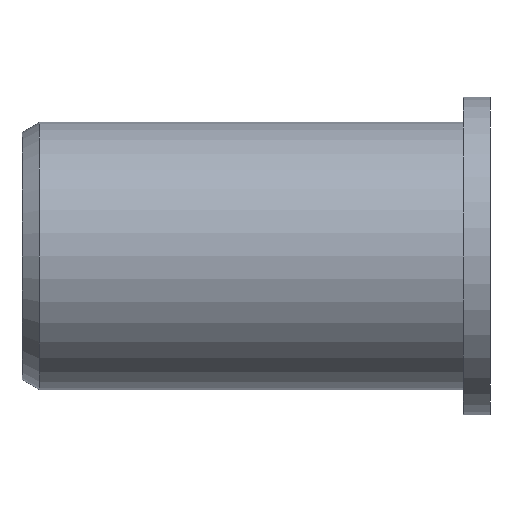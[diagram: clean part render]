
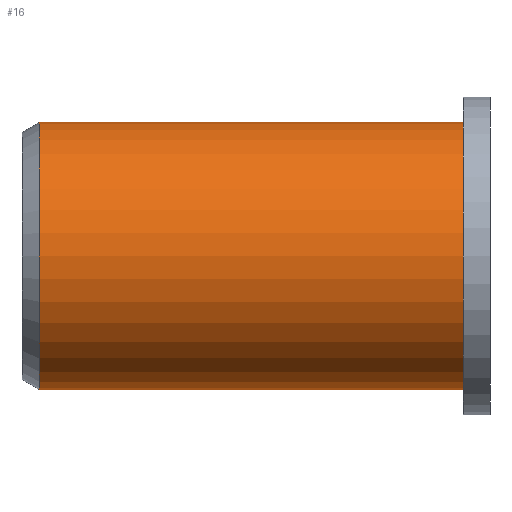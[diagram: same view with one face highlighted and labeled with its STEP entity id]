
A CAD part, left-side view. The second image highlights one B-rep face of the part: STEP entity #16.
In plain terms, the highlighted cylindrical face has radius 4 mm (diameter 8 mm), a partial arc.
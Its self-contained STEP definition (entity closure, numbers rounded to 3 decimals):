
#16 = ADVANCED_FACE ( 'NONE', ( #315 ), #318, .T. ) ;
#17 = EDGE_CURVE ( 'NONE', #253, #254, #181, .T. ) ;
#19 = EDGE_CURVE ( 'NONE', #249, #250, #182, .T. ) ;
#25 = EDGE_CURVE ( 'NONE', #254, #250, #321, .T. ) ;
#26 = EDGE_CURVE ( 'NONE', #253, #249, #322, .T. ) ;
#29 = CARTESIAN_POINT ( 'NONE',  ( 0., 0.8, -4. ) ) ;
#32 = CARTESIAN_POINT ( 'NONE',  ( 0., 13.48, 4. ) ) ;
#33 = CARTESIAN_POINT ( 'NONE',  ( 0., 13.48, -4. ) ) ;
#119 = DIRECTION ( 'NONE',  ( 0., 0., -1. ) ) ;
#120 = DIRECTION ( 'NONE',  ( 0., -1., 0. ) ) ;
#121 = CARTESIAN_POINT ( 'NONE',  ( 0., 13.48, 0. ) ) ;
#123 = CARTESIAN_POINT ( 'NONE',  ( 0., -12.78, -4. ) ) ;
#127 = DIRECTION ( 'NONE',  ( 0., 0., -1. ) ) ;
#128 = DIRECTION ( 'NONE',  ( 0., -1., 0. ) ) ;
#131 = CARTESIAN_POINT ( 'NONE',  ( 0., -12.78, 0. ) ) ;
#133 = DIRECTION ( 'NONE',  ( 0., 0., -1. ) ) ;
#134 = DIRECTION ( 'NONE',  ( 0., -1., 0. ) ) ;
#135 = CARTESIAN_POINT ( 'NONE',  ( 0., 0.8, 0. ) ) ;
#155 = DIRECTION ( 'NONE',  ( 0., -1., 0. ) ) ;
#158 = DIRECTION ( 'NONE',  ( 0., -1., 0. ) ) ;
#159 = CARTESIAN_POINT ( 'NONE',  ( 0., -12.78, 4. ) ) ;
#180 = AXIS2_PLACEMENT_3D ( 'NONE', #131, #120, #119 ) ;
#181 = CIRCLE ( 'NONE', #183, 4. ) ;
#182 = CIRCLE ( 'NONE', #186, 4. ) ;
#183 = AXIS2_PLACEMENT_3D ( 'NONE', #121, #128, #127 ) ;
#186 = AXIS2_PLACEMENT_3D ( 'NONE', #135, #134, #133 ) ;
#192 = VECTOR ( 'NONE', #155, 1000. ) ;
#194 = VECTOR ( 'NONE', #158, 1000. ) ;
#230 = ORIENTED_EDGE ( 'NONE', *, *, #25, .T. ) ;
#235 = ORIENTED_EDGE ( 'NONE', *, *, #26, .F. ) ;
#236 = ORIENTED_EDGE ( 'NONE', *, *, #17, .T. ) ;
#238 = ORIENTED_EDGE ( 'NONE', *, *, #19, .F. ) ;
#249 = VERTEX_POINT ( 'NONE', #377 ) ;
#250 = VERTEX_POINT ( 'NONE', #29 ) ;
#253 = VERTEX_POINT ( 'NONE', #32 ) ;
#254 = VERTEX_POINT ( 'NONE', #33 ) ;
#264 = EDGE_LOOP ( 'NONE', ( #235, #236, #230, #238 ) ) ;
#315 = FACE_OUTER_BOUND ( 'NONE', #264, .T. ) ;
#318 = CYLINDRICAL_SURFACE ( 'NONE', #180, 4. ) ;
#321 = LINE ( 'NONE', #123, #192 ) ;
#322 = LINE ( 'NONE', #159, #194 ) ;
#377 = CARTESIAN_POINT ( 'NONE',  ( 0., 0.8, 4. ) ) ;
